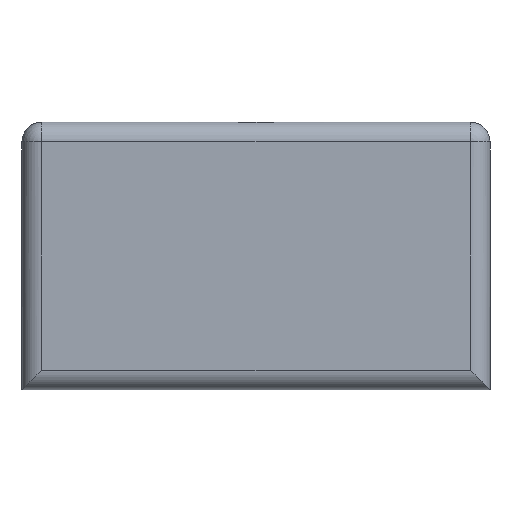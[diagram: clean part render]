
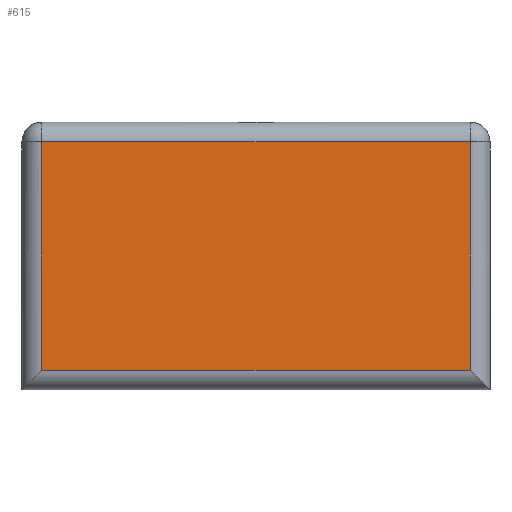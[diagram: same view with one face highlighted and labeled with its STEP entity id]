
A CAD part, front view. The second image highlights one B-rep face of the part: STEP entity #615.
In plain terms, the highlighted planar face has unit normal (0, -1, 0).
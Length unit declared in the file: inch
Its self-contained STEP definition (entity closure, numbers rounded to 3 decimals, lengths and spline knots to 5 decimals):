
#20 = PLANE ( 'NONE',  #324 ) ;
#58 = VECTOR ( 'NONE', #729, 39.37008 ) ;
#102 = DIRECTION ( 'NONE',  ( 0., 0., -1. ) ) ;
#109 = VECTOR ( 'NONE', #102, 39.37008 ) ;
#111 = VERTEX_POINT ( 'NONE', #156 ) ;
#146 = ORIENTED_EDGE ( 'NONE', *, *, #547, .T. ) ;
#156 = CARTESIAN_POINT ( 'NONE',  ( 0.04252, -0.07756, 0.00394 ) ) ;
#164 = CARTESIAN_POINT ( 'NONE',  ( -0.04252, -0.07756, 0.04921 ) ) ;
#235 = CARTESIAN_POINT ( 'NONE',  ( 0.04252, -0.07756, 0.04921 ) ) ;
#262 = ORIENTED_EDGE ( 'NONE', *, *, #878, .T. ) ;
#276 = CARTESIAN_POINT ( 'NONE',  ( -0.04252, -0.07756, 0.00394 ) ) ;
#319 = LINE ( 'NONE', #521, #336 ) ;
#324 = AXIS2_PLACEMENT_3D ( 'NONE', #558, #761, #418 ) ;
#336 = VECTOR ( 'NONE', #810, 39.37008 ) ;
#364 = VERTEX_POINT ( 'NONE', #276 ) ;
#365 = CARTESIAN_POINT ( 'NONE',  ( -0.04646, -0.07756, 0.04921 ) ) ;
#418 = DIRECTION ( 'NONE',  ( 0., 0., 1. ) ) ;
#429 = CARTESIAN_POINT ( 'NONE',  ( 0.04252, -0.07756, 0.05315 ) ) ;
#437 = VERTEX_POINT ( 'NONE', #235 ) ;
#451 = LINE ( 'NONE', #574, #109 ) ;
#455 = ORIENTED_EDGE ( 'NONE', *, *, #474, .T. ) ;
#474 = EDGE_CURVE ( 'NONE', #495, #364, #451, .T. ) ;
#478 = FACE_OUTER_BOUND ( 'NONE', #678, .T. ) ;
#495 = VERTEX_POINT ( 'NONE', #164 ) ;
#510 = LINE ( 'NONE', #429, #58 ) ;
#521 = CARTESIAN_POINT ( 'NONE',  ( -0.04646, -0.07756, 0.00394 ) ) ;
#547 = EDGE_CURVE ( 'NONE', #111, #437, #510, .T. ) ;
#558 = CARTESIAN_POINT ( 'NONE',  ( -0.04646, -0.07756, 0.05315 ) ) ;
#568 = DIRECTION ( 'NONE',  ( -1., 0., 0. ) ) ;
#574 = CARTESIAN_POINT ( 'NONE',  ( -0.04252, -0.07756, 0.05315 ) ) ;
#580 = VECTOR ( 'NONE', #568, 39.37008 ) ;
#615 = ADVANCED_FACE ( 'NONE', ( #478 ), #20, .F. ) ;
#678 = EDGE_LOOP ( 'NONE', ( #262, #455, #865, #146 ) ) ;
#729 = DIRECTION ( 'NONE',  ( 0., 0., 1. ) ) ;
#742 = EDGE_CURVE ( 'NONE', #364, #111, #319, .T. ) ;
#761 = DIRECTION ( 'NONE',  ( 0., 1., 0. ) ) ;
#764 = LINE ( 'NONE', #365, #580 ) ;
#810 = DIRECTION ( 'NONE',  ( 1., 0., 0. ) ) ;
#865 = ORIENTED_EDGE ( 'NONE', *, *, #742, .T. ) ;
#878 = EDGE_CURVE ( 'NONE', #437, #495, #764, .T. ) ;
